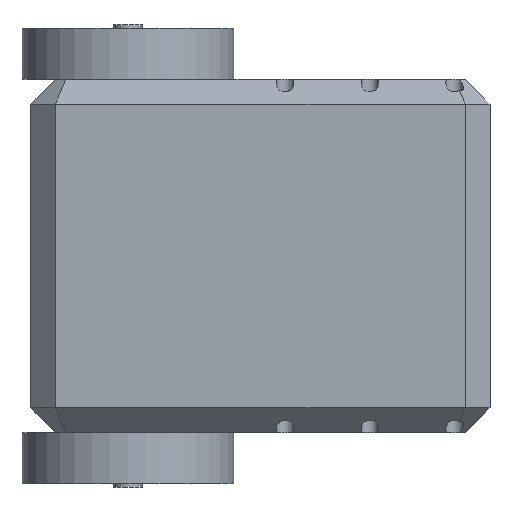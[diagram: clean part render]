
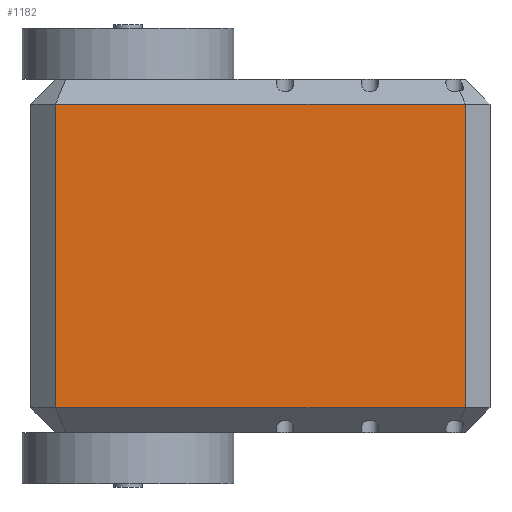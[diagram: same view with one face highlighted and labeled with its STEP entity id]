
A CAD part, front view. The second image highlights one B-rep face of the part: STEP entity #1182.
In plain terms, the highlighted planar face has unit normal (0, -1, 0).
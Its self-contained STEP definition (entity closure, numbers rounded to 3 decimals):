
#98 = EDGE_CURVE ( 'NONE', #1556, #2126, #1869, .T. ) ;
#134 = VERTEX_POINT ( 'NONE', #2021 ) ;
#178 = DIRECTION ( 'NONE',  ( 1., 0., 0. ) ) ;
#214 = DIRECTION ( 'NONE',  ( -1., 0., 0. ) ) ;
#279 = VECTOR ( 'NONE', #178, 1000. ) ;
#384 = VECTOR ( 'NONE', #853, 1000. ) ;
#409 = LINE ( 'NONE', #2923, #1760 ) ;
#437 = VERTEX_POINT ( 'NONE', #3015 ) ;
#515 = LINE ( 'NONE', #1505, #953 ) ;
#551 = EDGE_CURVE ( 'NONE', #437, #1556, #409, .T. ) ;
#614 = DIRECTION ( 'NONE',  ( 0., 1., 0. ) ) ;
#853 = DIRECTION ( 'NONE',  ( 0., 0., -1. ) ) ;
#866 = CARTESIAN_POINT ( 'NONE',  ( -29., -15., -21.5 ) ) ;
#908 = EDGE_LOOP ( 'NONE', ( #1179, #1149, #987, #1022 ) ) ;
#953 = VECTOR ( 'NONE', #2231, 1000. ) ;
#987 = ORIENTED_EDGE ( 'NONE', *, *, #98, .T. ) ;
#1022 = ORIENTED_EDGE ( 'NONE', *, *, #1023, .T. ) ;
#1023 = EDGE_CURVE ( 'NONE', #2126, #134, #1429, .T. ) ;
#1149 = ORIENTED_EDGE ( 'NONE', *, *, #551, .T. ) ;
#1179 = ORIENTED_EDGE ( 'NONE', *, *, #1466, .T. ) ;
#1182 = ADVANCED_FACE ( 'NONE', ( #2350 ), #1586, .F. ) ;
#1411 = CARTESIAN_POINT ( 'NONE',  ( -29., -15., 21.5 ) ) ;
#1429 = LINE ( 'NONE', #2723, #279 ) ;
#1466 = EDGE_CURVE ( 'NONE', #134, #437, #515, .T. ) ;
#1505 = CARTESIAN_POINT ( 'NONE',  ( 29., -15., 0. ) ) ;
#1549 = AXIS2_PLACEMENT_3D ( 'NONE', #2614, #614, #1620 ) ;
#1556 = VERTEX_POINT ( 'NONE', #1411 ) ;
#1586 = PLANE ( 'NONE',  #1549 ) ;
#1620 = DIRECTION ( 'NONE',  ( 0., 0., 1. ) ) ;
#1760 = VECTOR ( 'NONE', #214, 1000. ) ;
#1869 = LINE ( 'NONE', #3150, #384 ) ;
#2021 = CARTESIAN_POINT ( 'NONE',  ( 29., -15., -21.5 ) ) ;
#2126 = VERTEX_POINT ( 'NONE', #866 ) ;
#2231 = DIRECTION ( 'NONE',  ( 0., 0., 1. ) ) ;
#2350 = FACE_OUTER_BOUND ( 'NONE', #908, .T. ) ;
#2614 = CARTESIAN_POINT ( 'NONE',  ( 0., -15., 0. ) ) ;
#2723 = CARTESIAN_POINT ( 'NONE',  ( 0., -15., -21.5 ) ) ;
#2923 = CARTESIAN_POINT ( 'NONE',  ( 0., -15., 21.5 ) ) ;
#3015 = CARTESIAN_POINT ( 'NONE',  ( 29., -15., 21.5 ) ) ;
#3150 = CARTESIAN_POINT ( 'NONE',  ( -29., -15., 0. ) ) ;
